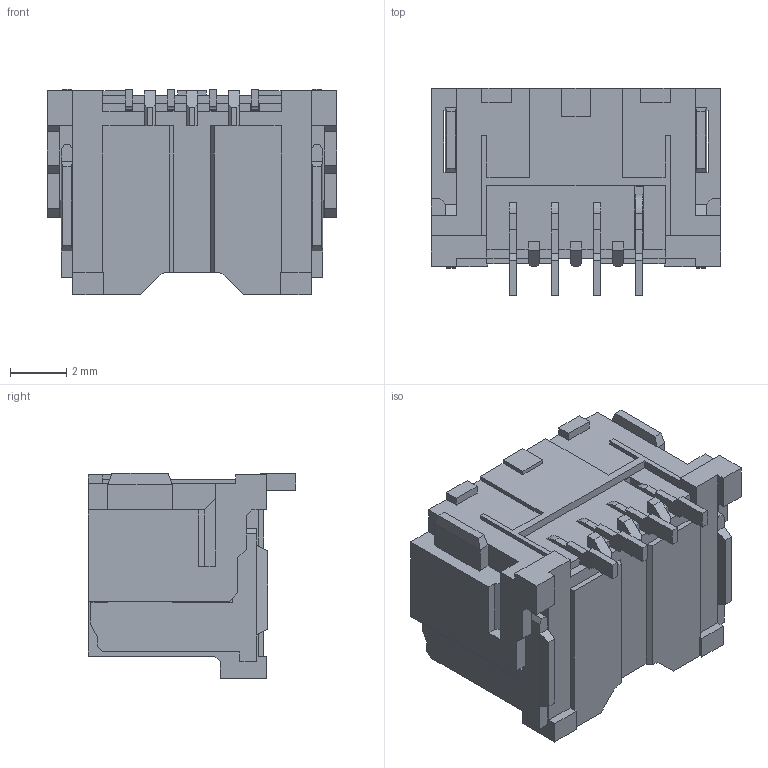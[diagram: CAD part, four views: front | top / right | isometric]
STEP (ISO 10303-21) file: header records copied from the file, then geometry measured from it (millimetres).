
FILE_DESCRIPTION(/* description */ (''),/* implementation_level */ '2;1');
FILE_NAME(/* name */ '5025840460.step',/* time_stamp */ '2020-08-26T14:51:54+02:00',/* author */ (''),/* organization */ (''),/* preprocessor_version */ 'ST-DEVELOPER v18.1',/* originating_system */ 'Autodesk Translation Framework v9.3.0.1241',/* authorisation */ '');
FILE_SCHEMA (('AUTOMOTIVE_DESIGN { 1 0 10303 214 3 1 1 }'));
Length unit declared in the file: millimetre
Products named in the file (1): 5025840460
Bounding box: 10.3 x 7.4 x 7.3 mm (x, y, z)
Volume: 219.6 mm3; surface area: 647.6 mm2
Topology: 1 solids, 1 shells, 441 faces, 1297 edges, 846 vertices
Faces by surface type: plane 407, cylinder 34
Entity records: 14416 total; most frequent: ORIENTED_EDGE 2594, CARTESIAN_POINT 2585, DIRECTION 2253, EDGE_CURVE 1297, LINE 1225, VECTOR 1225, VERTEX_POINT 846, AXIS2_PLACEMENT_3D 514
